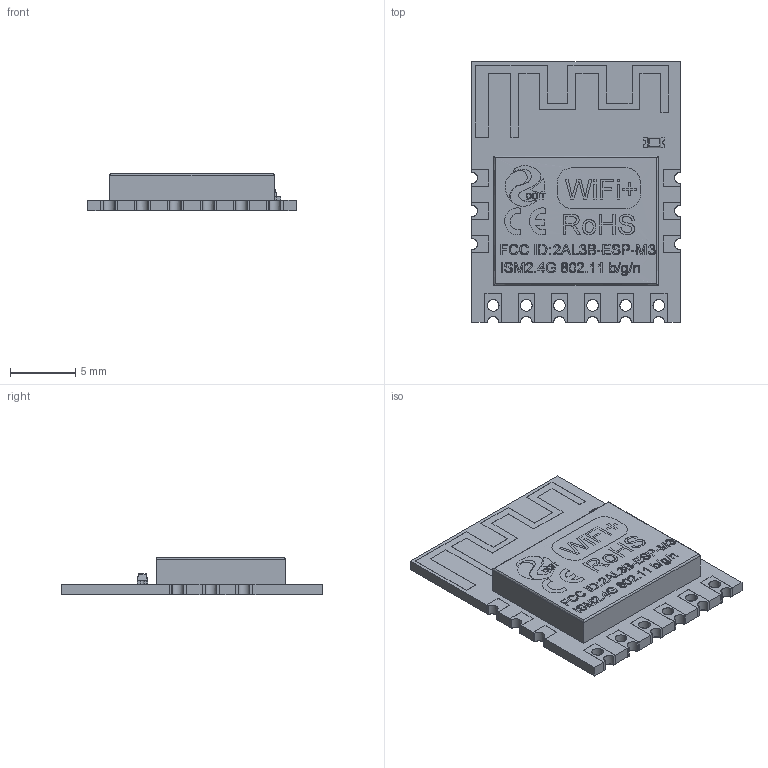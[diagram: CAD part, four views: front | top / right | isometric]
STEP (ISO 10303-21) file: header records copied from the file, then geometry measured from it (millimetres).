
FILE_DESCRIPTION((''),'2;1');
FILE_NAME('','',(''),(''),'','','');
FILE_SCHEMA(('AUTOMOTIVE_DESIGN { 1 0 10303 214 1 1 1 1 }'));
Length unit declared in the file: millimetre
Products named in the file (1): ESP-M3
Bounding box: 16.02 x 20.01 x 2.91 mm (x, y, z)
Volume: 513.3 mm3; surface area: 1243.5 mm2
Topology: 21 solids, 21 shells, 508 faces, 1714 edges, 1325 vertices
Faces by surface type: plane 379, cylinder 102, bspline 16, extrusion 11
Entity records: 24483 total; most frequent: CARTESIAN_POINT 9545, ORIENTED_EDGE 3426, DIRECTION 2297, EDGE_CURVE 1713, VERTEX_POINT 1325, VECTOR 1181, LINE 1170, EDGE_LOOP 624
